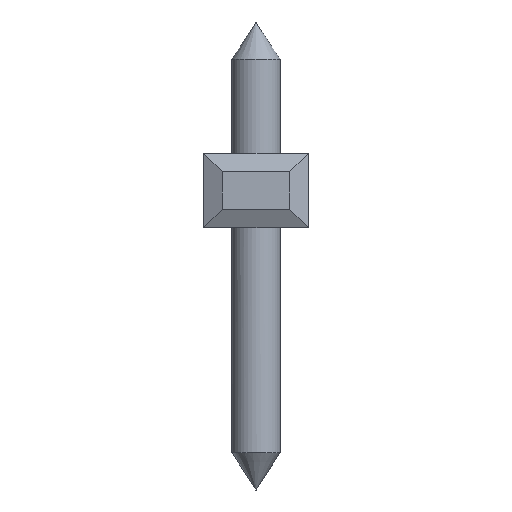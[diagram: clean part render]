
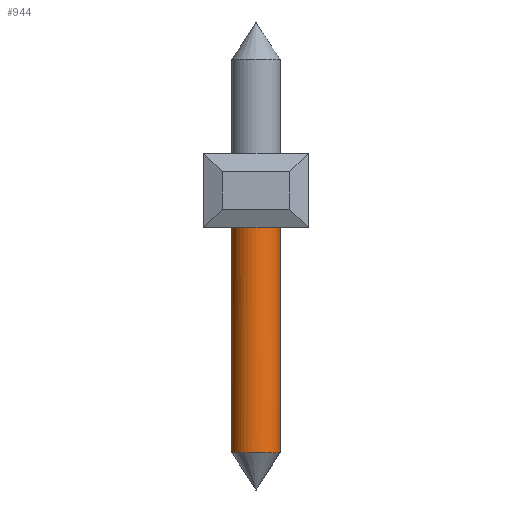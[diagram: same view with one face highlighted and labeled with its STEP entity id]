
A CAD part, left-side view. The second image highlights one B-rep face of the part: STEP entity #944.
In plain terms, the highlighted cylindrical face has radius 0.65 mm (diameter 1.3 mm), a full revolution.
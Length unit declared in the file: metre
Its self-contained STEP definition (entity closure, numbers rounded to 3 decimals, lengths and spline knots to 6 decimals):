
#944=ADVANCED_FACE('',(#1965,#1966),#1967,.T.);
#1965=FACE_OUTER_BOUND('',#3070,.T.);
#1966=FACE_OUTER_BOUND('',#3071,.T.);
#1967=CYLINDRICAL_SURFACE('',#3072,0.00065);
#3070=EDGE_LOOP('',(#5821));
#3071=EDGE_LOOP('',(#5822));
#3072=AXIS2_PLACEMENT_3D('',#5823,#5824,#5825);
#5821=ORIENTED_EDGE('',*,*,#7029,.F.);
#5822=ORIENTED_EDGE('',*,*,#7108,.F.);
#5823=CARTESIAN_POINT('',(-0.00435,-0.03326,0.0025));
#5824=DIRECTION('',(0.0,0.,-1.0));
#5825=DIRECTION('',(-1.0,0.0,0.0));
#7029=EDGE_CURVE('',#8526,#8526,#8527,.T.);
#7108=EDGE_CURVE('',#8630,#8630,#8631,.T.);
#8526=VERTEX_POINT('',#10678);
#8527=CIRCLE('',#10679,0.00065);
#8630=VERTEX_POINT('',#10828);
#8631=CIRCLE('',#10829,0.00065);
#10678=CARTESIAN_POINT('',(-0.00435,-0.03391,-0.0018));
#10679=AXIS2_PLACEMENT_3D('',#11637,#11638,#11639);
#10828=CARTESIAN_POINT('',(-0.00396,-0.03274,-0.008));
#10829=AXIS2_PLACEMENT_3D('',#11695,#11696,#11697);
#11637=CARTESIAN_POINT('',(-0.00435,-0.03326,-0.0018));
#11638=DIRECTION('',(0.0,0.,1.0));
#11639=DIRECTION('',(0.0,-1.0,0.));
#11695=CARTESIAN_POINT('',(-0.00435,-0.03326,-0.008));
#11696=DIRECTION('',(0.,0.,-1.0));
#11697=DIRECTION('',(0.6,0.8,0.));
